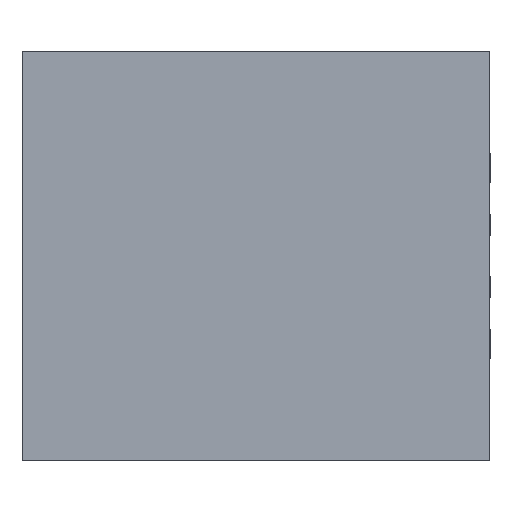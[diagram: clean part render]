
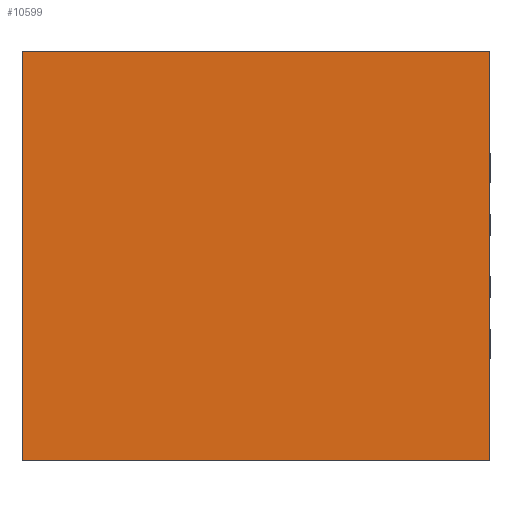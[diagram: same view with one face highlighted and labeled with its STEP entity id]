
A CAD part, front view. The second image highlights one B-rep face of the part: STEP entity #10599.
In plain terms, the highlighted planar face has unit normal (0, -1, 0).
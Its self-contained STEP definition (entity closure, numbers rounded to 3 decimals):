
#762=LINE('',#16691,#1908);
#768=LINE('',#16702,#1914);
#785=LINE('',#16723,#1931);
#786=LINE('',#16725,#1932);
#1908=VECTOR('',#13548,1000.);
#1914=VECTOR('',#13556,1000.);
#1931=VECTOR('',#13577,1000.);
#1932=VECTOR('',#13580,1000.);
#4010=ORIENTED_EDGE('',*,*,#6236,.F.);
#4011=ORIENTED_EDGE('',*,*,#6260,.F.);
#4012=ORIENTED_EDGE('',*,*,#6242,.F.);
#4013=ORIENTED_EDGE('',*,*,#6259,.F.);
#6236=EDGE_CURVE('',#7523,#7524,#762,.T.);
#6242=EDGE_CURVE('',#7527,#7528,#768,.T.);
#6259=EDGE_CURVE('',#7524,#7527,#785,.T.);
#6260=EDGE_CURVE('',#7528,#7523,#786,.T.);
#7523=VERTEX_POINT('',#16690);
#7524=VERTEX_POINT('',#16692);
#7527=VERTEX_POINT('',#16701);
#7528=VERTEX_POINT('',#16703);
#8756=EDGE_LOOP('',(#4010,#4011,#4012,#4013));
#9492=FACE_BOUND('',#8756,.T.);
#10075=PLANE('',#11561);
#10599=ADVANCED_FACE('',(#9492),#10075,.F.);
#11561=AXIS2_PLACEMENT_3D('',#16726,#13581,#13582);
#13548=DIRECTION('',(0.,0.,-1.));
#13556=DIRECTION('',(0.,0.,1.));
#13577=DIRECTION('',(-1.,0.,0.));
#13580=DIRECTION('',(1.,0.,0.));
#13581=DIRECTION('',(0.,1.,0.));
#13582=DIRECTION('',(0.,0.,1.));
#16690=CARTESIAN_POINT('',(2.,0.,1.75));
#16691=CARTESIAN_POINT('',(2.,0.,1.75));
#16692=CARTESIAN_POINT('',(2.,0.,-1.75));
#16701=CARTESIAN_POINT('',(-2.,0.,-1.75));
#16702=CARTESIAN_POINT('',(-2.,0.,-1.75));
#16703=CARTESIAN_POINT('',(-2.,0.,1.75));
#16723=CARTESIAN_POINT('',(2.,0.,-1.75));
#16725=CARTESIAN_POINT('',(-2.,0.,1.75));
#16726=CARTESIAN_POINT('',(0.,0.,0.));
